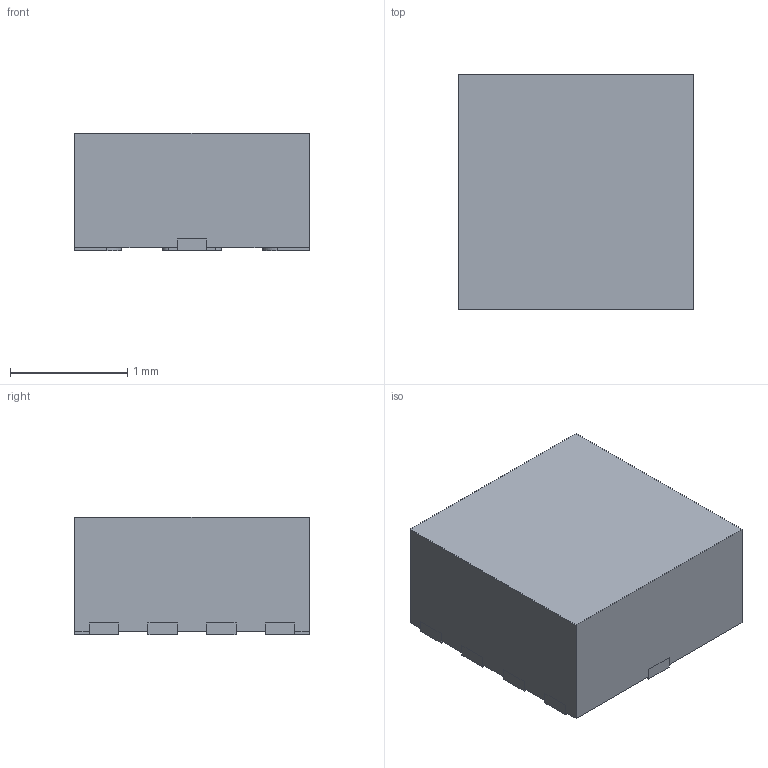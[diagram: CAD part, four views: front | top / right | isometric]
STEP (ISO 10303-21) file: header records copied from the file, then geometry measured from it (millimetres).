
FILE_DESCRIPTION((''),'2;1');
FILE_NAME('RWT0012A_ASM','2016-06-09T',('a0412086'),(''),'CREO PARAMETRIC BY PTC INC, 2016050','CREO PARAMETRIC BY PTC INC, 2016050','');
FILE_SCHEMA(('AUTOMOTIVE_DESIGN { 1 0 10303 214 1 1 1 1 }'));
Length unit declared in the file: millimetre
Products named in the file (4): BODY-QFN; FRAME-RWT0012A; PIN1-ID; RWT0012A_ASM
Assembly tree (3 placements, depth 2):
  RWT0012A_ASM
    BODY-QFN
    FRAME-RWT0012A
    PIN1-ID
Bounding box: 2 x 2 x 1 mm (x, y, z)
Volume: 3.9 mm3; surface area: 20.2 mm2
Topology: 13 solids, 13 shells, 146 faces, 354 edges, 236 vertices
Faces by surface type: plane 112, cylinder 34
Entity records: 5933 total; most frequent: CARTESIAN_POINT 750, DIRECTION 728, ORIENTED_EDGE 708, PRESENTATION_STYLE_ASSIGNMENT 379, STYLED_ITEM 367, CURVE_STYLE 354, EDGE_CURVE 354, VECTOR 286
